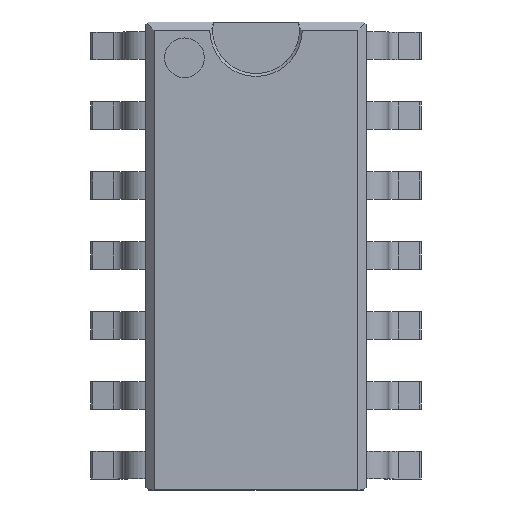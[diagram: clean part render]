
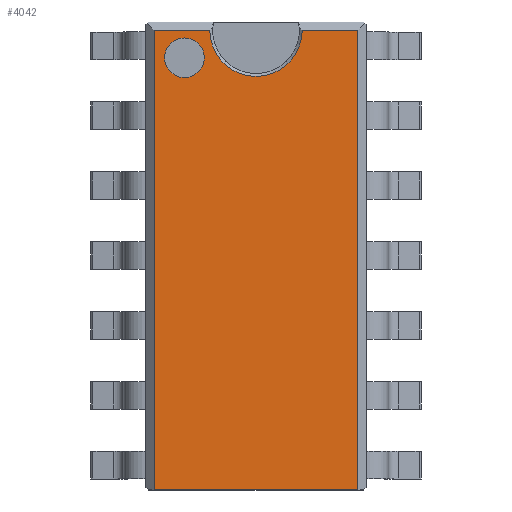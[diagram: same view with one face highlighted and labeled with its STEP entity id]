
A CAD part, top view. The second image highlights one B-rep face of the part: STEP entity #4042.
In plain terms, the highlighted planar face has unit normal (0, 0, 1).
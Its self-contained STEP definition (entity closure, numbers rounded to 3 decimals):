
#53=FACE_BOUND('',#579,.T.);
#57=CIRCLE('',#4292,0.839);
#59=CIRCLE('',#4301,0.361);
#60=CIRCLE('',#4302,0.361);
#341=FACE_OUTER_BOUND('',#578,.T.);
#578=EDGE_LOOP('',(#2763,#2764,#2765,#2766,#2767,#2768));
#579=EDGE_LOOP('',(#2769,#2770));
#796=LINE('',#5973,#1223);
#805=LINE('',#6008,#1232);
#813=LINE('',#6023,#1240);
#817=LINE('',#6032,#1244);
#843=LINE('',#6091,#1270);
#1223=VECTOR('',#4709,10.);
#1232=VECTOR('',#4736,10.);
#1240=VECTOR('',#4748,10.);
#1244=VECTOR('',#4756,10.);
#1270=VECTOR('',#4820,10.);
#1650=VERTEX_POINT('',#5970);
#1651=VERTEX_POINT('',#5972);
#1660=VERTEX_POINT('',#5999);
#1662=VERTEX_POINT('',#6007);
#1667=VERTEX_POINT('',#6021);
#1670=VERTEX_POINT('',#6031);
#1675=VERTEX_POINT('',#6043);
#1676=VERTEX_POINT('',#6045);
#2050=EDGE_CURVE('',#1650,#1651,#796,.T.);
#2063=EDGE_CURVE('',#1651,#1660,#57,.T.);
#2066=EDGE_CURVE('',#1660,#1662,#805,.T.);
#2074=EDGE_CURVE('',#1667,#1650,#813,.T.);
#2078=EDGE_CURVE('',#1662,#1670,#817,.T.);
#2084=EDGE_CURVE('',#1676,#1675,#59,.T.);
#2085=EDGE_CURVE('',#1675,#1676,#60,.T.);
#2108=EDGE_CURVE('',#1667,#1670,#843,.T.);
#2763=ORIENTED_EDGE('',*,*,#2050,.F.);
#2764=ORIENTED_EDGE('',*,*,#2074,.F.);
#2765=ORIENTED_EDGE('',*,*,#2108,.T.);
#2766=ORIENTED_EDGE('',*,*,#2078,.F.);
#2767=ORIENTED_EDGE('',*,*,#2066,.F.);
#2768=ORIENTED_EDGE('',*,*,#2063,.F.);
#2769=ORIENTED_EDGE('',*,*,#2084,.T.);
#2770=ORIENTED_EDGE('',*,*,#2085,.T.);
#3889=PLANE('',#4318);
#4042=ADVANCED_FACE('',(#341,#53),#3889,.T.);
#4292=AXIS2_PLACEMENT_3D('',#6000,#4731,#4732);
#4301=AXIS2_PLACEMENT_3D('',#6046,#4767,#4768);
#4302=AXIS2_PLACEMENT_3D('',#6047,#4769,#4770);
#4318=AXIS2_PLACEMENT_3D('',#6093,#4823,#4824);
#4709=DIRECTION('',(1.,0.,0.));
#4731=DIRECTION('center_axis',(0.,0.,1.));
#4732=DIRECTION('ref_axis',(1.,0.,0.));
#4736=DIRECTION('',(1.,0.,0.));
#4748=DIRECTION('',(0.,1.,0.));
#4756=DIRECTION('',(0.,-1.,0.));
#4767=DIRECTION('center_axis',(0.,0.,
-1.));
#4768=DIRECTION('ref_axis',(0.814,0.581,0.));
#4769=DIRECTION('center_axis',(0.,0.,
-1.));
#4770=DIRECTION('ref_axis',(0.814,0.581,0.));
#4820=DIRECTION('',(1.,0.,0.));
#4823=DIRECTION('center_axis',(0.,0.,1.));
#4824=DIRECTION('ref_axis',(1.,0.,0.));
#5970=CARTESIAN_POINT('',(-1.85,4.1,1.4));
#5972=CARTESIAN_POINT('',(-0.839,4.1,1.4));
#5973=CARTESIAN_POINT('',(-1.85,4.1,1.4));
#5999=CARTESIAN_POINT('',(0.839,4.1,1.4));
#6000=CARTESIAN_POINT('Origin',(0.,4.1,1.4));
#6007=CARTESIAN_POINT('',(1.85,4.1,1.4));
#6008=CARTESIAN_POINT('',(0.839,4.1,1.4));
#6021=CARTESIAN_POINT('',(-1.85,-4.25,1.4));
#6023=CARTESIAN_POINT('',(-1.85,-4.25,1.4));
#6031=CARTESIAN_POINT('',(1.85,-4.25,1.4));
#6032=CARTESIAN_POINT('',(1.85,4.1,1.4));
#6043=CARTESIAN_POINT('',(-1.661,3.6,1.4));
#6045=CARTESIAN_POINT('',(-0.939,3.6,1.4));
#6046=CARTESIAN_POINT('Origin',(-1.3,3.6,1.4));
#6047=CARTESIAN_POINT('Origin',(-1.3,3.6,1.4));
#6091=CARTESIAN_POINT('',(-1.85,-4.25,1.4));
#6093=CARTESIAN_POINT('Origin',(-1.86,-0.075,1.4));
